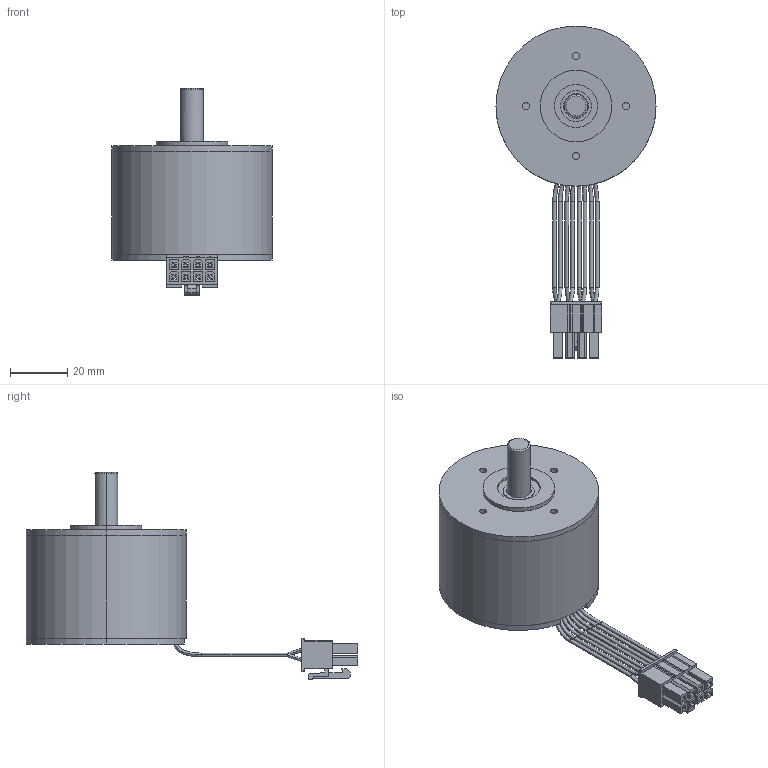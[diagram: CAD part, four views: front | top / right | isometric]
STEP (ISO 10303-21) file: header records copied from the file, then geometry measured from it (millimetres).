
FILE_DESCRIPTION (( 'STEP AP214' ), '1' );
FILE_NAME ('ECi5640.STEP', '2025-12-01T01:27:51', ( '' ), ( '' ), 'SwSTEP 2.0', 'SolidWorks 2023', '' );
FILE_SCHEMA (( 'AUTOMOTIVE_DESIGN' ));
Length unit declared in the file: millimetre
Products named in the file (1): ECi5640
Bounding box: 56 x 116 x 72.4 mm (x, y, z)
Volume: 31916.5 mm3; surface area: 37182.6 mm2
Topology: 14 solids, 14 shells, 642 faces, 1592 edges, 1022 vertices
Faces by surface type: plane 449, cylinder 133, bspline 32, cone 18, torus 10
Entity records: 22437 total; most frequent: CARTESIAN_POINT 6955, ORIENTED_EDGE 3184, DIRECTION 3073, EDGE_CURVE 1592, LINE 1197, VECTOR 1197, VERTEX_POINT 1022, AXIS2_PLACEMENT_3D 938
